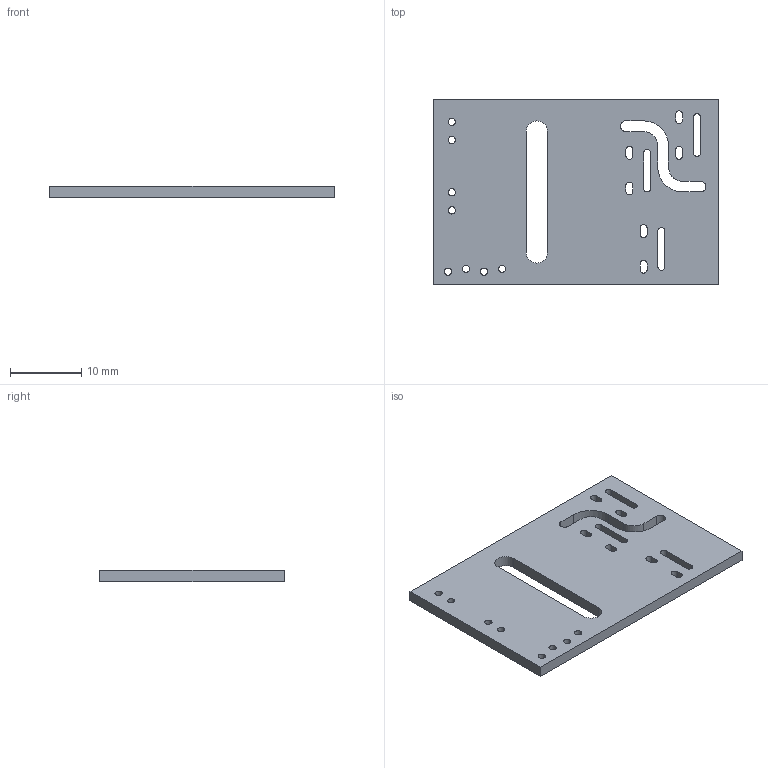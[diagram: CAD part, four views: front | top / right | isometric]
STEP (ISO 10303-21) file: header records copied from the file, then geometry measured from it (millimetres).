
FILE_DESCRIPTION (( 'STEP AP214' ), '1' );
FILE_NAME ('powerpanic.STEP', '2017-12-07T19:29:34', ( '' ), ( '' ), 'SwSTEP 2.0', 'SolidWorks 2017', '' );
FILE_SCHEMA (( 'AUTOMOTIVE_DESIGN' ));
Length unit declared in the file: millimetre
Products named in the file (2): powerpanic
Assembly tree (1 placements, depth 2):
  powerpanic
    powerpanic
Bounding box: 40 x 26 x 1.6 mm (x, y, z)
Volume: 1475 mm3; surface area: 2334.6 mm2
Topology: 1 solids, 1 shells, 75 faces, 219 edges, 146 vertices
Faces by surface type: cylinder 43, plane 32
Entity records: 3486 total; most frequent: DIRECTION 463, CARTESIAN_POINT 444, ORIENTED_EDGE 438, EDGE_CURVE 219, AXIS2_PLACEMENT_3D 165, VERTEX_POINT 146, VECTOR 133, LINE 133
